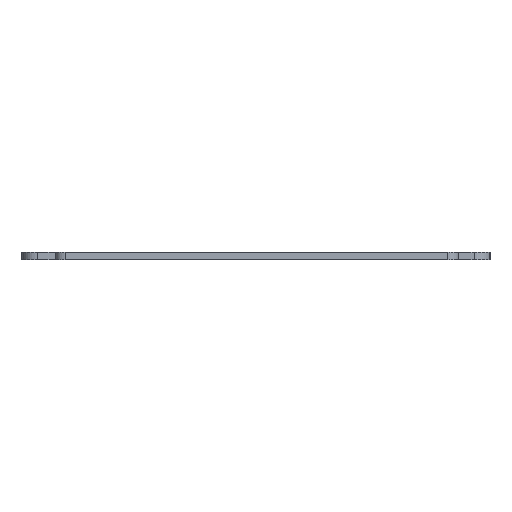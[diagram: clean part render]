
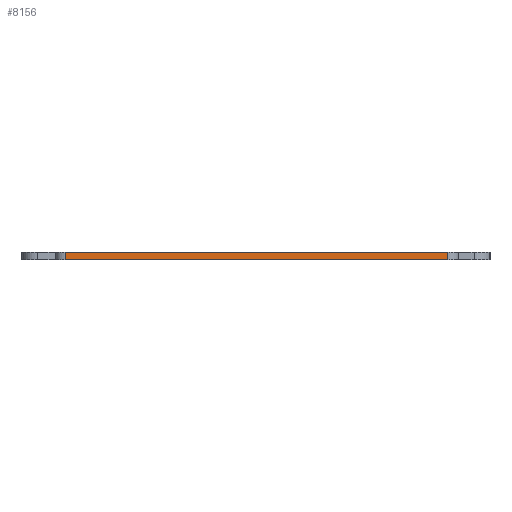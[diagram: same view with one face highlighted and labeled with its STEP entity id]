
A CAD part, left-side view. The second image highlights one B-rep face of the part: STEP entity #8156.
In plain terms, the highlighted planar face has unit normal (-1, 0, 0).
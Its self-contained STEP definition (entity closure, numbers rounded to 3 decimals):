
#303=PLANE('',#8938);
#694=FACE_OUTER_BOUND('',#1180,.T.);
#1180=EDGE_LOOP('',(#7515,#7516,#7517,#7518));
#1217=LINE('',#11403,#2031);
#1452=LINE('',#12249,#2266);
#1997=LINE('',#13691,#2811);
#1998=LINE('',#13693,#2812);
#2031=VECTOR('',#9011,10.);
#2266=VECTOR('',#9660,10.);
#2811=VECTOR('',#11283,10.);
#2812=VECTOR('',#11286,10.);
#3237=VERTEX_POINT('',#11400);
#3238=VERTEX_POINT('',#11402);
#3641=VERTEX_POINT('',#12246);
#3642=VERTEX_POINT('',#12248);
#4035=EDGE_CURVE('',#3237,#3238,#1217,.T.);
#4458=EDGE_CURVE('',#3641,#3642,#1452,.T.);
#5181=EDGE_CURVE('',#3642,#3237,#1997,.T.);
#5182=EDGE_CURVE('',#3238,#3641,#1998,.T.);
#7515=ORIENTED_EDGE('',*,*,#5182,.F.);
#7516=ORIENTED_EDGE('',*,*,#4035,.F.);
#7517=ORIENTED_EDGE('',*,*,#5181,.F.);
#7518=ORIENTED_EDGE('',*,*,#4458,.F.);
#8156=ADVANCED_FACE('',(#694),#303,.T.);
#8938=AXIS2_PLACEMENT_3D('',#13692,#11284,#11285);
#9011=DIRECTION('',(0.,1.,0.));
#9660=DIRECTION('',(0.,-1.,0.));
#11283=DIRECTION('',(0.,0.,-1.));
#11284=DIRECTION('center_axis',(-1.,0.,0.));
#11285=DIRECTION('ref_axis',(0.,-1.,0.));
#11286=DIRECTION('',(0.,0.,1.));
#11400=CARTESIAN_POINT('',(4.812,-224.025,11.486));
#11402=CARTESIAN_POINT('',(4.812,-151.825,11.486));
#11403=CARTESIAN_POINT('',(4.812,-226.025,11.486));
#12246=CARTESIAN_POINT('',(4.812,-151.825,12.986));
#12248=CARTESIAN_POINT('',(4.812,-224.025,12.986));
#12249=CARTESIAN_POINT('',(4.812,-226.025,12.986));
#13691=CARTESIAN_POINT('',(4.812,-224.025,11.486));
#13692=CARTESIAN_POINT('Origin',(4.812,-149.825,11.486));
#13693=CARTESIAN_POINT('',(4.812,-151.825,11.486));
